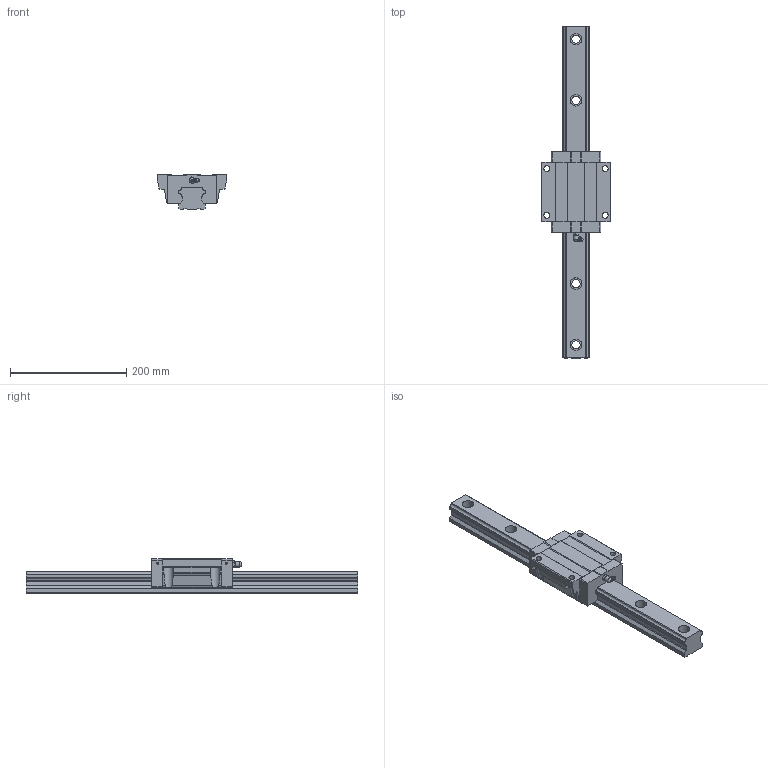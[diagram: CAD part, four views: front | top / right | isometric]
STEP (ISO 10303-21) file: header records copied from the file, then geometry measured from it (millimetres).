
FILE_DESCRIPTION(/* description */ ('Unknown'),/* implementation_level */ '2;1');
FILE_NAME(/* name */ 'H45FNUU1-570L22.5_22.5',/* time_stamp */ '2023-09-26T08:12:35+09:00',/* author */ ('Unknown'),/* organization */ ('Unknown'),/* preprocessor_version */ 'ST-DEVELOPER v18.102',/* originating_system */ 'Solid Edge',/* authorisation */ 'Unknown');
FILE_SCHEMA (('AUTOMOTIVE_DESIGN {1 0 10303 214 3 1 1}'));
Length unit declared in the file: millimetre
Products named in the file (4): thisAsm; H45_RAIL; B-PT1_8; H45FN_BLOCK
Assembly tree (3 placements, depth 2):
  thisAsm
    H45_RAIL
    B-PT1_8
    H45FN_BLOCK
Bounding box: 120 x 570 x 60 mm (x, y, z)
Volume: 1313176.5 mm3; surface area: 174886.2 mm2
Topology: 3 solids, 3 shells, 230 faces, 611 edges, 401 vertices
Faces by surface type: plane 129, cylinder 85, cone 12, torus 3, sphere 1
Full cylindrical faces by diameter (mm): 3.3 x4, 9.058 x2, 9.6 x1, 10.106 x4, 14 x6, 20 x6
Entity records: 8117 total; most frequent: CARTESIAN_POINT 1395, DIRECTION 1178, ORIENTED_EDGE 1140, EDGE_CURVE 570, AXIS2_PLACEMENT_3D 423, VERTEX_POINT 393, LINE 332, VECTOR 332
